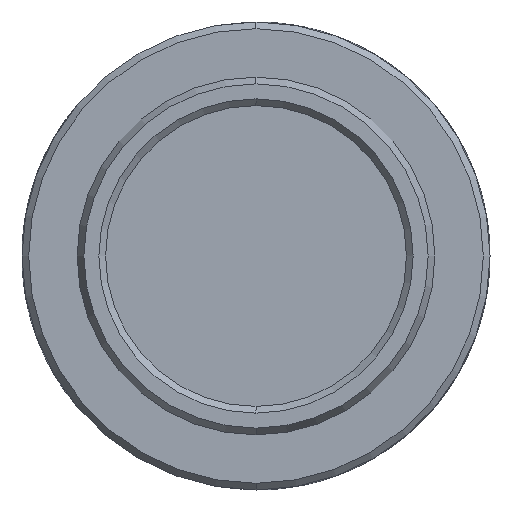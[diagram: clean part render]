
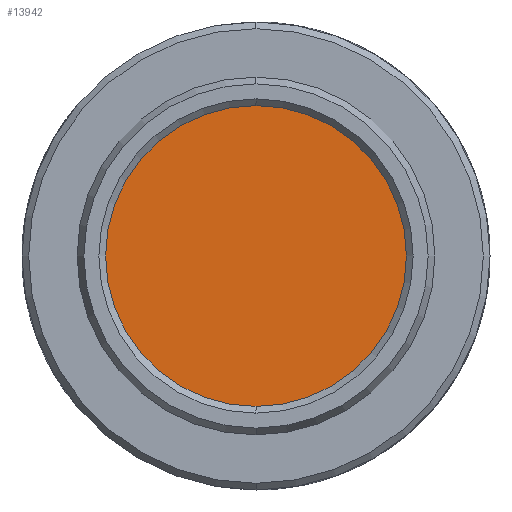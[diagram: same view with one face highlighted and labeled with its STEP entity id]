
A CAD part, left-side view. The second image highlights one B-rep face of the part: STEP entity #13942.
In plain terms, the highlighted planar face has unit normal (-1, 0, 0).
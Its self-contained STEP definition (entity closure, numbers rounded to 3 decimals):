
#233 = CIRCLE ( 'NONE', #1456, 6.209 ) ;
#369 = DIRECTION ( 'NONE',  ( 1., 0., 0. ) ) ;
#1456 = AXIS2_PLACEMENT_3D ( 'NONE', #4416, #11983, #5492 ) ;
#2029 = AXIS2_PLACEMENT_3D ( 'NONE', #8977, #369, #7935 ) ;
#2794 = CIRCLE ( 'NONE', #11467, 6.209 ) ;
#3699 = ORIENTED_EDGE ( 'NONE', *, *, #8071, .F. ) ;
#3881 = VERTEX_POINT ( 'NONE', #8921 ) ;
#4167 = CARTESIAN_POINT ( 'NONE',  ( 2.794, 6.148, 0.862 ) ) ;
#4416 = CARTESIAN_POINT ( 'NONE',  ( 2.794, 0., 0. ) ) ;
#5045 = DIRECTION ( 'NONE',  ( 1., 0., 0. ) ) ;
#5492 = DIRECTION ( 'NONE',  ( 0., 0.99, 0.139 ) ) ;
#5752 = ORIENTED_EDGE ( 'NONE', *, *, #9298, .F. ) ;
#7891 = PLANE ( 'NONE',  #2029 ) ;
#7935 = DIRECTION ( 'NONE',  ( 0., 0.99, 0.139 ) ) ;
#8071 = EDGE_CURVE ( 'NONE', #3881, #13734, #233, .T. ) ;
#8921 = CARTESIAN_POINT ( 'NONE',  ( 2.794, -6.148, -0.862 ) ) ;
#8977 = CARTESIAN_POINT ( 'NONE',  ( 2.794, 0., 0. ) ) ;
#9298 = EDGE_CURVE ( 'NONE', #13734, #3881, #2794, .T. ) ;
#10292 = EDGE_LOOP ( 'NONE', ( #5752, #3699 ) ) ;
#11467 = AXIS2_PLACEMENT_3D ( 'NONE', #11529, #5045, #12609 ) ;
#11529 = CARTESIAN_POINT ( 'NONE',  ( 2.794, 0., 0. ) ) ;
#11983 = DIRECTION ( 'NONE',  ( 1., 0., 0. ) ) ;
#12609 = DIRECTION ( 'NONE',  ( 0., 0.99, 0.139 ) ) ;
#12820 = FACE_OUTER_BOUND ( 'NONE', #10292, .T. ) ;
#13734 = VERTEX_POINT ( 'NONE', #4167 ) ;
#13942 = ADVANCED_FACE ( 'NONE', ( #12820 ), #7891, .F. ) ;
